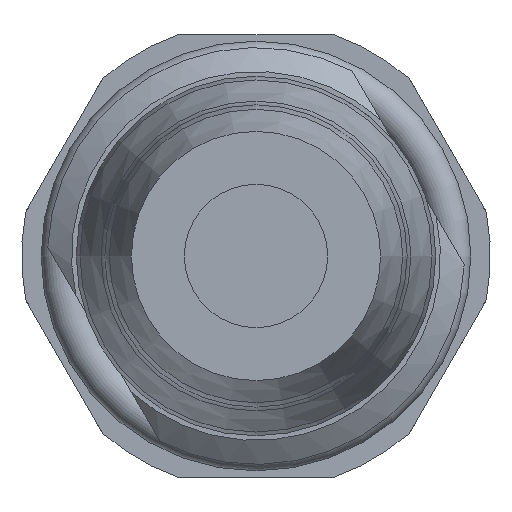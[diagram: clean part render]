
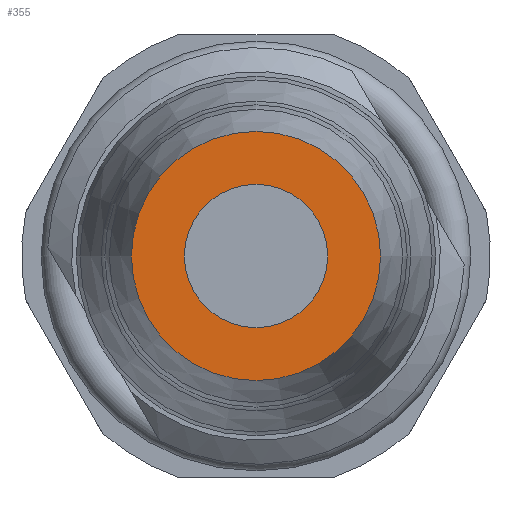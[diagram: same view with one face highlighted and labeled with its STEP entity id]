
A CAD part, front view. The second image highlights one B-rep face of the part: STEP entity #355.
In plain terms, the highlighted planar face has unit normal (0, -1, 0).
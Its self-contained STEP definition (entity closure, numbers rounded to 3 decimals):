
#93=PLANE('',#1546);
#355=ADVANCED_FACE('',(#483,#484),#93,.F.);
#483=FACE_BOUND('',#577,.T.);
#484=FACE_BOUND('',#578,.T.);
#577=EDGE_LOOP('',(#769));
#578=EDGE_LOOP('',(#770));
#769=ORIENTED_EDGE('',*,*,#1264,.T.);
#770=ORIENTED_EDGE('',*,*,#1263,.T.);
#1111=VERTEX_POINT('',#2278);
#1112=VERTEX_POINT('',#2281);
#1263=EDGE_CURVE('',#1111,#1111,#1432,.T.);
#1264=EDGE_CURVE('',#1112,#1112,#1433,.T.);
#1432=CIRCLE('',#1543,4.782);
#1433=CIRCLE('',#1545,2.75);
#1543=AXIS2_PLACEMENT_3D('',#2277,#1792,#1793);
#1545=AXIS2_PLACEMENT_3D('',#2280,#1796,#1797);
#1546=AXIS2_PLACEMENT_3D('',#2282,#1798,#1799);
#1792=DIRECTION('',(0.,-1.,0.));
#1793=DIRECTION('',(-0.5,0.,0.866));
#1796=DIRECTION('',(0.,1.,0.));
#1797=DIRECTION('',(0.,0.,1.));
#1798=DIRECTION('',(0.,1.,0.));
#1799=DIRECTION('',(0.5,0.,-0.866));
#2277=CARTESIAN_POINT('',(50.,27.,0.));
#2278=CARTESIAN_POINT('',(47.609,27.,4.141));
#2280=CARTESIAN_POINT('',(50.,27.,0.));
#2281=CARTESIAN_POINT('',(50.,27.,2.75));
#2282=CARTESIAN_POINT('',(52.391,27.,-4.141));
